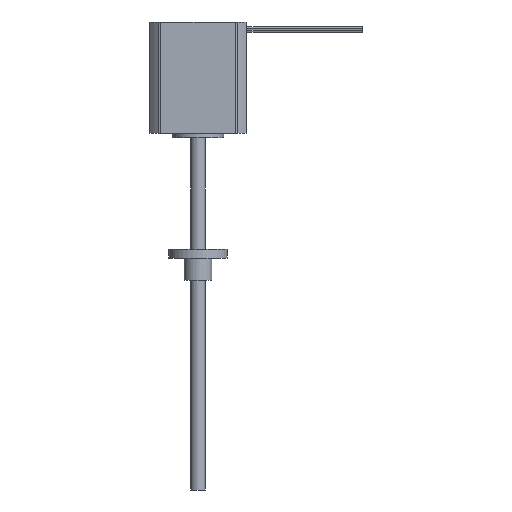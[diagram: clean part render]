
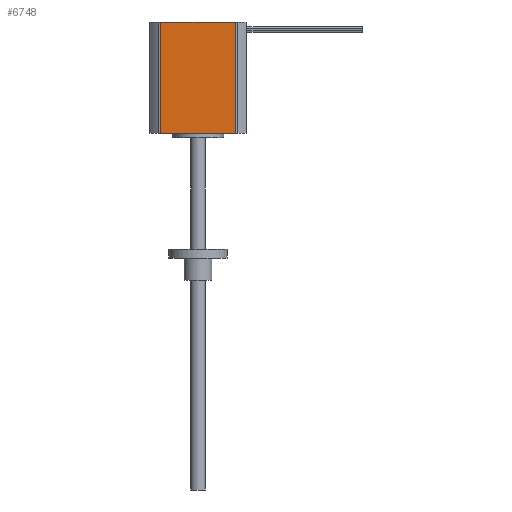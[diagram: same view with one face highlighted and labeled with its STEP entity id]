
A CAD part, front view. The second image highlights one B-rep face of the part: STEP entity #6748.
In plain terms, the highlighted planar face has unit normal (0, -1, 0).
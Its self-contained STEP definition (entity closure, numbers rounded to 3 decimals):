
#2601 = PLANE('',#2602);
#2602 = AXIS2_PLACEMENT_3D('',#2603,#2604,#2605);
#2603 = CARTESIAN_POINT('',(0.,0.,49.9));
#2604 = DIRECTION('',(0.,0.,1.));
#2605 = DIRECTION('',(1.,0.,0.));
#3745 = PLANE('',#3746);
#3746 = AXIS2_PLACEMENT_3D('',#3747,#3748,#3749);
#3747 = CARTESIAN_POINT('',(0.,0.,1.8));
#3748 = DIRECTION('',(0.,0.,1.));
#3749 = DIRECTION('',(1.,0.,0.));
#6342 = VERTEX_POINT('',#6343);
#6343 = CARTESIAN_POINT('',(16.155,-21.1,1.8));
#6358 = CYLINDRICAL_SURFACE('',#6359,1.5);
#6359 = AXIS2_PLACEMENT_3D('',#6360,#6361,#6362);
#6360 = CARTESIAN_POINT('',(16.155,-19.6,49.9));
#6361 = DIRECTION('',(0.,0.,-1.));
#6362 = DIRECTION('',(-1.,0.,0.));
#6392 = EDGE_CURVE('',#6393,#6342,#6395,.T.);
#6393 = VERTEX_POINT('',#6394);
#6394 = CARTESIAN_POINT('',(-16.155,-21.1,1.8));
#6395 = SURFACE_CURVE('',#6396,(#6400,#6407),.PCURVE_S1.);
#6396 = LINE('',#6397,#6398);
#6397 = CARTESIAN_POINT('',(-16.155,-21.1,1.8));
#6398 = VECTOR('',#6399,1.);
#6399 = DIRECTION('',(1.,0.,0.));
#6400 = PCURVE('',#3745,#6401);
#6401 = DEFINITIONAL_REPRESENTATION('',(#6402),#6406);
#6402 = LINE('',#6403,#6404);
#6403 = CARTESIAN_POINT('',(-16.155,-21.1));
#6404 = VECTOR('',#6405,1.);
#6405 = DIRECTION('',(1.,0.));
#6406 = ( GEOMETRIC_REPRESENTATION_CONTEXT(2) 
PARAMETRIC_REPRESENTATION_CONTEXT() REPRESENTATION_CONTEXT('2D SPACE',''
  ) );
#6407 = PCURVE('',#6408,#6413);
#6408 = PLANE('',#6409);
#6409 = AXIS2_PLACEMENT_3D('',#6410,#6411,#6412);
#6410 = CARTESIAN_POINT('',(-16.155,-21.1,49.9));
#6411 = DIRECTION('',(0.,1.,0.));
#6412 = DIRECTION('',(0.,0.,1.));
#6413 = DEFINITIONAL_REPRESENTATION('',(#6414),#6418);
#6414 = LINE('',#6415,#6416);
#6415 = CARTESIAN_POINT('',(-48.1,0.));
#6416 = VECTOR('',#6417,1.);
#6417 = DIRECTION('',(0.,1.));
#6418 = ( GEOMETRIC_REPRESENTATION_CONTEXT(2) 
PARAMETRIC_REPRESENTATION_CONTEXT() REPRESENTATION_CONTEXT('2D SPACE',''
  ) );
#6435 = CYLINDRICAL_SURFACE('',#6436,1.5);
#6436 = AXIS2_PLACEMENT_3D('',#6437,#6438,#6439);
#6437 = CARTESIAN_POINT('',(-16.155,-19.6,49.9));
#6438 = DIRECTION('',(0.,0.,-1.));
#6439 = DIRECTION('',(-1.,0.,0.));
#6659 = EDGE_CURVE('',#6660,#6393,#6662,.T.);
#6660 = VERTEX_POINT('',#6661);
#6661 = CARTESIAN_POINT('',(-16.155,-21.1,49.9));
#6662 = SURFACE_CURVE('',#6663,(#6667,#6696),.PCURVE_S1.);
#6663 = LINE('',#6664,#6665);
#6664 = CARTESIAN_POINT('',(-16.155,-21.1,49.9));
#6665 = VECTOR('',#6666,1.);
#6666 = DIRECTION('',(0.,0.,-1.));
#6667 = PCURVE('',#6435,#6668);
#6668 = DEFINITIONAL_REPRESENTATION('',(#6669),#6695);
#6669 = B_SPLINE_CURVE_WITH_KNOTS('',3,(#6670,#6671,#6672,#6673,#6674,
    #6675,#6676,#6677,#6678,#6679,#6680,#6681,#6682,#6683,#6684,#6685,
    #6686,#6687,#6688,#6689,#6690,#6691,#6692,#6693,#6694),
  .UNSPECIFIED.,.F.,.F.,(4,1,1,1,1,1,1,1,1,1,1,1,1,1,1,1,1,1,1,1,1,1,4),
  (0.,2.186,4.373,6.559,8.745,
    10.932,13.118,15.305,17.491,
    19.677,21.864,24.05,26.236,
    28.423,30.609,32.795,34.982,
    37.168,39.355,41.541,43.727,
    45.914,48.1),.QUASI_UNIFORM_KNOTS.);
#6670 = CARTESIAN_POINT('',(4.712,0.));
#6671 = CARTESIAN_POINT('',(4.712,0.729));
#6672 = CARTESIAN_POINT('',(4.712,2.186));
#6673 = CARTESIAN_POINT('',(4.712,4.373));
#6674 = CARTESIAN_POINT('',(4.712,6.559));
#6675 = CARTESIAN_POINT('',(4.712,8.745));
#6676 = CARTESIAN_POINT('',(4.712,10.932));
#6677 = CARTESIAN_POINT('',(4.712,13.118));
#6678 = CARTESIAN_POINT('',(4.712,15.305));
#6679 = CARTESIAN_POINT('',(4.712,17.491));
#6680 = CARTESIAN_POINT('',(4.712,19.677));
#6681 = CARTESIAN_POINT('',(4.712,21.864));
#6682 = CARTESIAN_POINT('',(4.712,24.05));
#6683 = CARTESIAN_POINT('',(4.712,26.236));
#6684 = CARTESIAN_POINT('',(4.712,28.423));
#6685 = CARTESIAN_POINT('',(4.712,30.609));
#6686 = CARTESIAN_POINT('',(4.712,32.795));
#6687 = CARTESIAN_POINT('',(4.712,34.982));
#6688 = CARTESIAN_POINT('',(4.712,37.168));
#6689 = CARTESIAN_POINT('',(4.712,39.355));
#6690 = CARTESIAN_POINT('',(4.712,41.541));
#6691 = CARTESIAN_POINT('',(4.712,43.727));
#6692 = CARTESIAN_POINT('',(4.712,45.914));
#6693 = CARTESIAN_POINT('',(4.712,47.371));
#6694 = CARTESIAN_POINT('',(4.712,48.1));
#6695 = ( GEOMETRIC_REPRESENTATION_CONTEXT(2) 
PARAMETRIC_REPRESENTATION_CONTEXT() REPRESENTATION_CONTEXT('2D SPACE',''
  ) );
#6696 = PCURVE('',#6408,#6697);
#6697 = DEFINITIONAL_REPRESENTATION('',(#6698),#6702);
#6698 = LINE('',#6699,#6700);
#6699 = CARTESIAN_POINT('',(0.,0.));
#6700 = VECTOR('',#6701,1.);
#6701 = DIRECTION('',(-1.,0.));
#6702 = ( GEOMETRIC_REPRESENTATION_CONTEXT(2) 
PARAMETRIC_REPRESENTATION_CONTEXT() REPRESENTATION_CONTEXT('2D SPACE',''
  ) );
#6748 = ADVANCED_FACE('',(#6749),#6408,.F.);
#6749 = FACE_BOUND('',#6750,.T.);
#6750 = EDGE_LOOP('',(#6751,#6752,#6797,#6818));
#6751 = ORIENTED_EDGE('',*,*,#6392,.T.);
#6752 = ORIENTED_EDGE('',*,*,#6753,.F.);
#6753 = EDGE_CURVE('',#6754,#6342,#6756,.T.);
#6754 = VERTEX_POINT('',#6755);
#6755 = CARTESIAN_POINT('',(16.155,-21.1,49.9));
#6756 = SURFACE_CURVE('',#6757,(#6761,#6768),.PCURVE_S1.);
#6757 = LINE('',#6758,#6759);
#6758 = CARTESIAN_POINT('',(16.155,-21.1,49.9));
#6759 = VECTOR('',#6760,1.);
#6760 = DIRECTION('',(0.,0.,-1.));
#6761 = PCURVE('',#6408,#6762);
#6762 = DEFINITIONAL_REPRESENTATION('',(#6763),#6767);
#6763 = LINE('',#6764,#6765);
#6764 = CARTESIAN_POINT('',(0.,32.311));
#6765 = VECTOR('',#6766,1.);
#6766 = DIRECTION('',(-1.,0.));
#6767 = ( GEOMETRIC_REPRESENTATION_CONTEXT(2) 
PARAMETRIC_REPRESENTATION_CONTEXT() REPRESENTATION_CONTEXT('2D SPACE',''
  ) );
#6768 = PCURVE('',#6358,#6769);
#6769 = DEFINITIONAL_REPRESENTATION('',(#6770),#6796);
#6770 = B_SPLINE_CURVE_WITH_KNOTS('',3,(#6771,#6772,#6773,#6774,#6775,
    #6776,#6777,#6778,#6779,#6780,#6781,#6782,#6783,#6784,#6785,#6786,
    #6787,#6788,#6789,#6790,#6791,#6792,#6793,#6794,#6795),
  .UNSPECIFIED.,.F.,.F.,(4,1,1,1,1,1,1,1,1,1,1,1,1,1,1,1,1,1,1,1,1,1,4),
  (0.,2.186,4.373,6.559,8.745,
    10.932,13.118,15.305,17.491,
    19.677,21.864,24.05,26.236,
    28.423,30.609,32.795,34.982,
    37.168,39.355,41.541,43.727,
    45.914,48.1),.QUASI_UNIFORM_KNOTS.);
#6771 = CARTESIAN_POINT('',(4.712,0.));
#6772 = CARTESIAN_POINT('',(4.712,0.729));
#6773 = CARTESIAN_POINT('',(4.712,2.186));
#6774 = CARTESIAN_POINT('',(4.712,4.373));
#6775 = CARTESIAN_POINT('',(4.712,6.559));
#6776 = CARTESIAN_POINT('',(4.712,8.745));
#6777 = CARTESIAN_POINT('',(4.712,10.932));
#6778 = CARTESIAN_POINT('',(4.712,13.118));
#6779 = CARTESIAN_POINT('',(4.712,15.305));
#6780 = CARTESIAN_POINT('',(4.712,17.491));
#6781 = CARTESIAN_POINT('',(4.712,19.677));
#6782 = CARTESIAN_POINT('',(4.712,21.864));
#6783 = CARTESIAN_POINT('',(4.712,24.05));
#6784 = CARTESIAN_POINT('',(4.712,26.236));
#6785 = CARTESIAN_POINT('',(4.712,28.423));
#6786 = CARTESIAN_POINT('',(4.712,30.609));
#6787 = CARTESIAN_POINT('',(4.712,32.795));
#6788 = CARTESIAN_POINT('',(4.712,34.982));
#6789 = CARTESIAN_POINT('',(4.712,37.168));
#6790 = CARTESIAN_POINT('',(4.712,39.355));
#6791 = CARTESIAN_POINT('',(4.712,41.541));
#6792 = CARTESIAN_POINT('',(4.712,43.727));
#6793 = CARTESIAN_POINT('',(4.712,45.914));
#6794 = CARTESIAN_POINT('',(4.712,47.371));
#6795 = CARTESIAN_POINT('',(4.712,48.1));
#6796 = ( GEOMETRIC_REPRESENTATION_CONTEXT(2) 
PARAMETRIC_REPRESENTATION_CONTEXT() REPRESENTATION_CONTEXT('2D SPACE',''
  ) );
#6797 = ORIENTED_EDGE('',*,*,#6798,.F.);
#6798 = EDGE_CURVE('',#6660,#6754,#6799,.T.);
#6799 = SURFACE_CURVE('',#6800,(#6804,#6811),.PCURVE_S1.);
#6800 = LINE('',#6801,#6802);
#6801 = CARTESIAN_POINT('',(-16.155,-21.1,49.9));
#6802 = VECTOR('',#6803,1.);
#6803 = DIRECTION('',(1.,0.,0.));
#6804 = PCURVE('',#6408,#6805);
#6805 = DEFINITIONAL_REPRESENTATION('',(#6806),#6810);
#6806 = LINE('',#6807,#6808);
#6807 = CARTESIAN_POINT('',(0.,0.));
#6808 = VECTOR('',#6809,1.);
#6809 = DIRECTION('',(0.,1.));
#6810 = ( GEOMETRIC_REPRESENTATION_CONTEXT(2) 
PARAMETRIC_REPRESENTATION_CONTEXT() REPRESENTATION_CONTEXT('2D SPACE',''
  ) );
#6811 = PCURVE('',#2601,#6812);
#6812 = DEFINITIONAL_REPRESENTATION('',(#6813),#6817);
#6813 = LINE('',#6814,#6815);
#6814 = CARTESIAN_POINT('',(-16.155,-21.1));
#6815 = VECTOR('',#6816,1.);
#6816 = DIRECTION('',(1.,0.));
#6817 = ( GEOMETRIC_REPRESENTATION_CONTEXT(2) 
PARAMETRIC_REPRESENTATION_CONTEXT() REPRESENTATION_CONTEXT('2D SPACE',''
  ) );
#6818 = ORIENTED_EDGE('',*,*,#6659,.T.);
